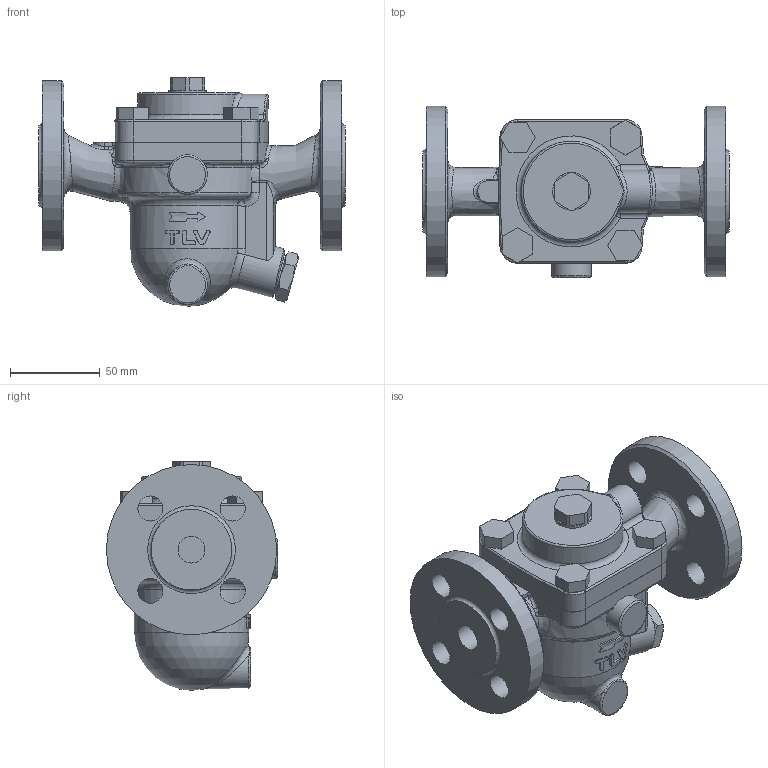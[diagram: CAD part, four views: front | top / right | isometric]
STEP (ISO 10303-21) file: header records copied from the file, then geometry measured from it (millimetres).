
FILE_DESCRIPTION(/* description */ (''),/* implementation_level */ '2;1');
FILE_NAME(/* name */ 'j3x00-015-e0016-01.stp',/* time_stamp */ '2018-01-25T09:49:00+09:00',/* author */ ('nakaot'),/* organization */ (''),/* preprocessor_version */ 'ST-DEVELOPER v15.6',/* originating_system */ 'Autodesk Inventor 2015',/* authorisation */ '');
FILE_SCHEMA (('CONFIG_CONTROL_DESIGN'));
Length unit declared in the file: millimetre
Products named in the file (1): j3x00-015-e0016-01
Bounding box: 171 x 95.5 x 127.6 mm (x, y, z)
Volume: 694662.1 mm3; surface area: 91732.9 mm2
Topology: 1 solids, 1 shells, 314 faces, 791 edges, 485 vertices
Faces by surface type: plane 106, bspline 87, cylinder 65, torus 34, cone 17, sphere 5
Full cylindrical faces by diameter (mm): 7.95 x1, 14 x8, 15 x2, 21 x2, 22 x1, 28 x1, 57.101 x1, 95 x2
Entity records: 13106 total; most frequent: CARTESIAN_POINT 6342, ORIENTED_EDGE 1480, DIRECTION 1225, EDGE_CURVE 740, AXIS2_PLACEMENT_3D 495, VERTEX_POINT 471, EDGE_LOOP 373, FACE_OUTER_BOUND 314
